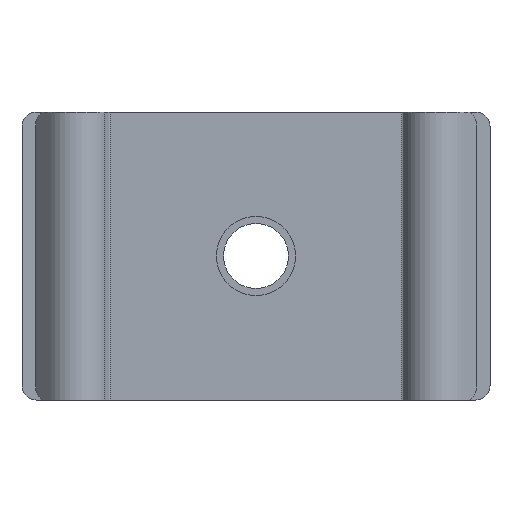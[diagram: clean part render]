
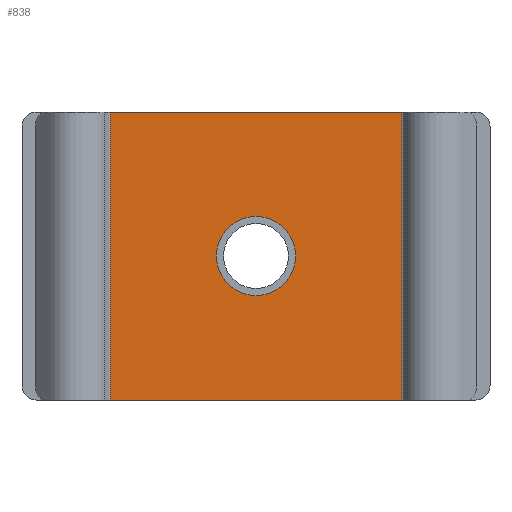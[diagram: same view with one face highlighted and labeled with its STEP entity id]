
A CAD part, front view. The second image highlights one B-rep face of the part: STEP entity #838.
In plain terms, the highlighted face is planar.
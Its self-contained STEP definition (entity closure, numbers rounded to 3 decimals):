
#117=DIRECTION('',(0.,0.,-1.));
#118=VECTOR('',#117,40.);
#119=CARTESIAN_POINT('',(-20.266,2.,40.));
#120=LINE('',#119,#118);
#195=DIRECTION('',(-1.,0.,0.));
#196=VECTOR('',#195,40.531);
#197=CARTESIAN_POINT('',(20.266,2.,40.));
#198=LINE('',#197,#196);
#199=DIRECTION('',(-1.,0.,0.));
#200=VECTOR('',#199,40.531);
#201=CARTESIAN_POINT('',(20.266,2.,0.));
#202=LINE('',#201,#200);
#203=CARTESIAN_POINT('',(0.,2.,20.));
#204=DIRECTION('',(0.,-1.,0.));
#205=DIRECTION('',(0.,0.,-1.));
#206=AXIS2_PLACEMENT_3D('',#203,#204,#205);
#208=CARTESIAN_POINT('',(0.,2.,20.));
#209=DIRECTION('',(0.,-1.,0.));
#210=DIRECTION('',(0.,0.,1.));
#211=AXIS2_PLACEMENT_3D('',#208,#209,#210);
#217=DIRECTION('',(0.,0.,1.));
#218=VECTOR('',#217,40.);
#219=CARTESIAN_POINT('',(20.266,2.,0.));
#220=LINE('',#219,#218);
#487=CARTESIAN_POINT('',(20.266,2.,40.));
#488=VERTEX_POINT('',#487);
#491=CARTESIAN_POINT('',(20.266,2.,0.));
#492=VERTEX_POINT('',#491);
#495=CARTESIAN_POINT('',(-20.266,2.,0.));
#496=VERTEX_POINT('',#495);
#497=CARTESIAN_POINT('',(-20.266,2.,40.));
#498=VERTEX_POINT('',#497);
#499=CARTESIAN_POINT('',(0.,2.,14.5));
#500=CARTESIAN_POINT('',(0.,2.,25.5));
#501=VERTEX_POINT('',#499);
#502=VERTEX_POINT('',#500);
#820=CARTESIAN_POINT('',(20.266,2.,40.));
#821=DIRECTION('',(0.,1.,0.));
#822=DIRECTION('',(0.,0.,1.));
#823=AXIS2_PLACEMENT_3D('',#820,#821,#822);
#824=PLANE('',#823);
#825=ORIENTED_EDGE('',*,*,#740,.F.);
#827=ORIENTED_EDGE('',*,*,#826,.T.);
#828=ORIENTED_EDGE('',*,*,#813,.T.);
#829=ORIENTED_EDGE('',*,*,#709,.T.);
#830=EDGE_LOOP('',(#825,#827,#828,#829));
#831=FACE_OUTER_BOUND('',#830,.F.);
#833=ORIENTED_EDGE('',*,*,#832,.F.);
#835=ORIENTED_EDGE('',*,*,#834,.F.);
#836=EDGE_LOOP('',(#833,#835));
#837=FACE_BOUND('',#836,.F.);
#838=ADVANCED_FACE('',(#831,#837),#824,.T.);
#207=CIRCLE('',#206,5.5);
#212=CIRCLE('',#211,5.5);
#709=EDGE_CURVE('',#498,#496,#120,.T.);
#740=EDGE_CURVE('',#492,#496,#202,.T.);
#813=EDGE_CURVE('',#488,#498,#198,.T.);
#826=EDGE_CURVE('',#492,#488,#220,.T.);
#832=EDGE_CURVE('',#501,#502,#207,.T.);
#834=EDGE_CURVE('',#502,#501,#212,.T.);
